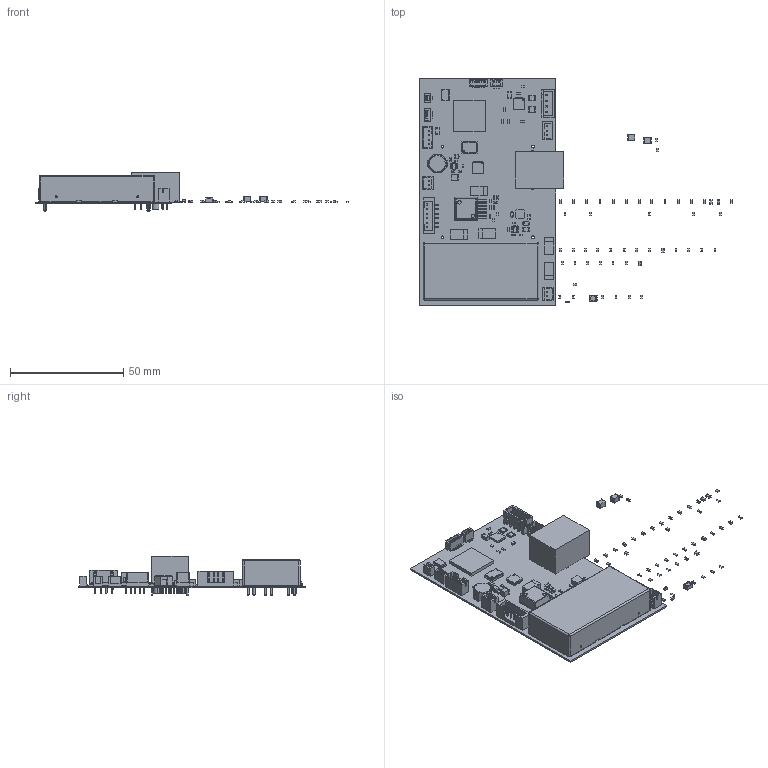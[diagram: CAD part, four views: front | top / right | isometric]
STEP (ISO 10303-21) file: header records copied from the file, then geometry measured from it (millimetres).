
FILE_DESCRIPTION(('Open CASCADE Model'),'2;1');
FILE_NAME('Open CASCADE Shape Model','2021-06-29T09:32:05',('Author'),( 'Open CASCADE'),'Open CASCADE STEP processor 6.8','Open CASCADE 6.8' ,'Unknown');
FILE_SCHEMA(('AUTOMOTIVE_DESIGN { 1 0 10303 214 1 1 1 1 }'));
Length unit declared in the file: millimetre
Products named in the file (194): PCB; Board; Open CASCADE STEP translator 6.8 1.1.1; VD2; KAA-3528; R36; R0603; R35; R34; R33; R32; R31; X7; B3B-PH-K-S; C1; C0603; X2; B2B-PH-K-S; FL1; 6837493952; Body; Pins; Y1; HXO-36B; U1; QFN32_5X5MC_MCH; 6297883392; Extruded; DA4; URB_LD-30WR3; MANIFOLD_SOLID_BREP_11562; MANIFOLD_SOLID_BREP_12108; MANIFOLD_SOLID_BREP_12654; MANIFOLD_SOLID_BREP_13200; MANIFOLD_SOLID_BREP_13746; MANIFOLD_SOLID_BREP_14292; MANIFOLD_SOLID_BREP_14838; DA3; NDW0007A; BODY_TZA07A ...
Assembly tree (312 placements, depth 8):
  PCB
    Board
      Open CASCADE STEP translator 6.8 1.1.1
    VD2
      KAA-3528
    R36
      R0603
    R35
      R0603
    R34
      R0603
    R33
      R0603
    R32
      R0603
    R31
      R0603
    X7
      B3B-PH-K-S
    C1
      C0603
    X2
      B2B-PH-K-S
    FL1
      6837493952
        Body
        Pins
    Y1
      HXO-36B
    U1
      QFN32_5X5MC_MCH
      6297883392
        Extruded
    DA4
      URB_LD-30WR3
        MANIFOLD_SOLID_BREP_11562
        MANIFOLD_SOLID_BREP_12108
        MANIFOLD_SOLID_BREP_12654
        MANIFOLD_SOLID_BREP_13200
        MANIFOLD_SOLID_BREP_13746
        MANIFOLD_SOLID_BREP_14292
        MANIFOLD_SOLID_BREP_14838
    DA3
      NDW0007A
        BODY_TZA07A
        LEAD_TZA07A  x7
        LF_BTM_TZA07A
      6297883392
        Extruded
    XTAL1
      User_Library-ABM3
        BodyBase
        TopCap
        Pocket001
        Pocket
    X11
      BM06B-SRSS-TB
    X10
      BM03B-SRSS-TB
    X9
Bounding box: 137.89 x 100 x 17.4 mm (x, y, z)
Volume: 14260.7 mm3; surface area: 30515.9 mm2
Topology: 214 solids, 215 shells, 4162 faces, 9954 edges, 6467 vertices
Faces by surface type: plane 3696, cylinder 374, cone 28, sphere 24, bspline 24, torus 16
Full cylindrical faces by diameter (mm): 0.248 x1, 0.625 x1, 0.8 x11, 0.9 x12, 1.02 x4, 1.2 x4, 1.5 x6, 1.8 x2, 3.3 x2
Entity records: 81385 total; most frequent: CARTESIAN_POINT 12385, DIRECTION 11202, ORIENTED_EDGE 10951, EDGE_CURVE 5476, LINE 4642, VECTOR 4642, VERTEX_POINT 3579, AXIS2_PLACEMENT_3D 3280
